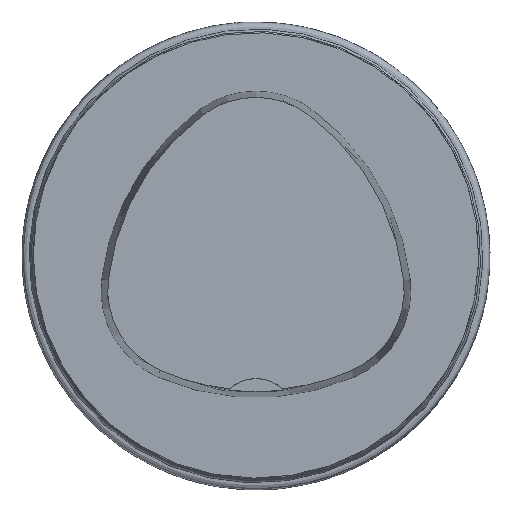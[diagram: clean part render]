
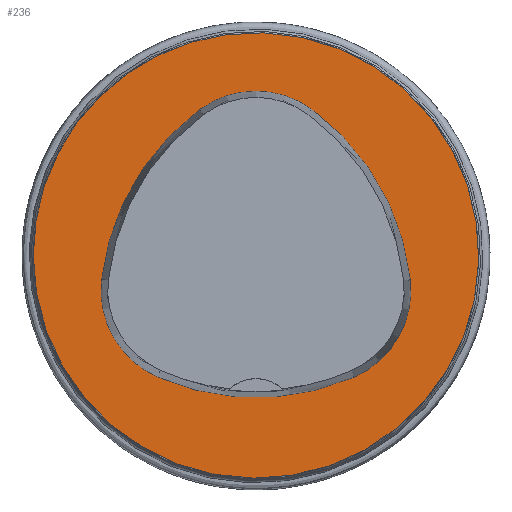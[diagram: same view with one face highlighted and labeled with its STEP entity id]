
A CAD part, top view. The second image highlights one B-rep face of the part: STEP entity #236.
In plain terms, the highlighted planar face has unit normal (0, 0, 1).
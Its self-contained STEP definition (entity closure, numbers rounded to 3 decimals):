
#210=FACE_BOUND('',#333,.T.);
#211=FACE_BOUND('',#334,.T.);
#236=ADVANCED_FACE('',(#210,#211),#255,.T.);
#255=PLANE('',#834);
#333=EDGE_LOOP('',(#432,#433,#434,#435,#436,#437));
#334=EDGE_LOOP('',(#438));
#432=ORIENTED_EDGE('',*,*,#578,.T.);
#433=ORIENTED_EDGE('',*,*,#558,.T.);
#434=ORIENTED_EDGE('',*,*,#562,.T.);
#435=ORIENTED_EDGE('',*,*,#565,.T.);
#436=ORIENTED_EDGE('',*,*,#568,.T.);
#437=ORIENTED_EDGE('',*,*,#576,.T.);
#438=ORIENTED_EDGE('',*,*,#548,.F.);
#499=VERTEX_POINT('',#1153);
#509=VERTEX_POINT('',#1180);
#510=VERTEX_POINT('',#1181);
#513=VERTEX_POINT('',#1189);
#515=VERTEX_POINT('',#1195);
#517=VERTEX_POINT('',#1201);
#524=VERTEX_POINT('',#1222);
#548=EDGE_CURVE('',#499,#499,#604,.T.);
#558=EDGE_CURVE('',#509,#510,#606,.T.);
#562=EDGE_CURVE('',#510,#513,#608,.T.);
#565=EDGE_CURVE('',#513,#515,#610,.T.);
#568=EDGE_CURVE('',#515,#517,#612,.T.);
#576=EDGE_CURVE('',#517,#524,#616,.T.);
#578=EDGE_CURVE('',#524,#509,#618,.T.);
#604=CIRCLE('',#804,40.);
#606=CIRCLE('',#812,44.);
#608=CIRCLE('',#815,17.);
#610=CIRCLE('',#818,44.);
#612=CIRCLE('',#821,17.);
#616=CIRCLE('',#826,44.);
#618=CIRCLE('',#829,17.);
#804=AXIS2_PLACEMENT_3D('',#1152,#948,#949);
#812=AXIS2_PLACEMENT_3D('',#1179,#969,#970);
#815=AXIS2_PLACEMENT_3D('',#1188,#977,#978);
#818=AXIS2_PLACEMENT_3D('',#1194,#984,#985);
#821=AXIS2_PLACEMENT_3D('',#1200,#991,#992);
#826=AXIS2_PLACEMENT_3D('',#1223,#1003,#1004);
#829=AXIS2_PLACEMENT_3D('',#1226,#1009,#1010);
#834=AXIS2_PLACEMENT_3D('',#1231,#1019,#1020);
#948=DIRECTION('',(0.,0.,-1.));
#949=DIRECTION('',(-1.,0.,0.));
#969=DIRECTION('',(0.,0.,-1.));
#970=DIRECTION('',(-1.,0.,0.));
#977=DIRECTION('',(0.,0.,-1.));
#978=DIRECTION('',(-1.,0.,0.));
#984=DIRECTION('',(0.,0.,-1.));
#985=DIRECTION('',(-1.,0.,0.));
#991=DIRECTION('',(0.,0.,-1.));
#992=DIRECTION('',(-1.,0.,0.));
#1003=DIRECTION('',(0.,0.,-1.));
#1004=DIRECTION('',(-1.,0.,0.));
#1009=DIRECTION('',(0.,0.,-1.));
#1010=DIRECTION('',(-1.,0.,0.));
#1019=DIRECTION('',(0.,0.,1.));
#1020=DIRECTION('',(1.,0.,0.));
#1152=CARTESIAN_POINT('',(0.,0.,0.));
#1153=CARTESIAN_POINT('',(-40.,0.,0.));
#1179=CARTESIAN_POINT('',(16.01,-9.224,0.));
#1180=CARTESIAN_POINT('',(-27.722,-4.378,0.));
#1181=CARTESIAN_POINT('',(-10.119,26.178,0.));
#1188=CARTESIAN_POINT('',(-0.023,12.5,0.));
#1189=CARTESIAN_POINT('',(10.049,26.194,0.));
#1194=CARTESIAN_POINT('',(-16.021,-9.25,0.));
#1195=CARTESIAN_POINT('',(27.71,-4.394,0.));
#1200=CARTESIAN_POINT('',(10.814,-6.27,0.));
#1201=CARTESIAN_POINT('',(17.611,-21.852,0.));
#1222=CARTESIAN_POINT('',(-17.652,-21.819,0.));
#1223=CARTESIAN_POINT('',(0.017,18.477,0.));
#1226=CARTESIAN_POINT('',(-10.825,-6.25,0.));
#1231=CARTESIAN_POINT('',(0.,0.,0.));
